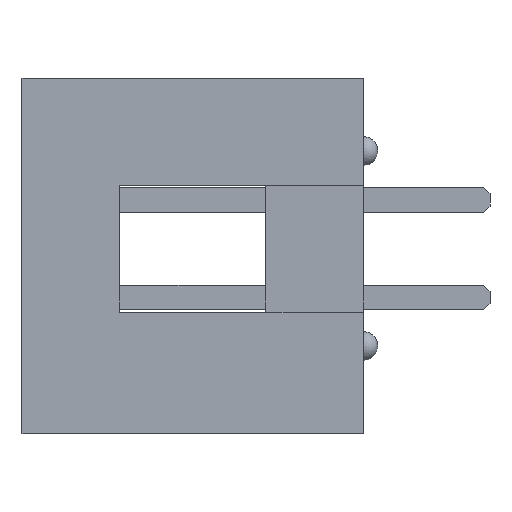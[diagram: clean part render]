
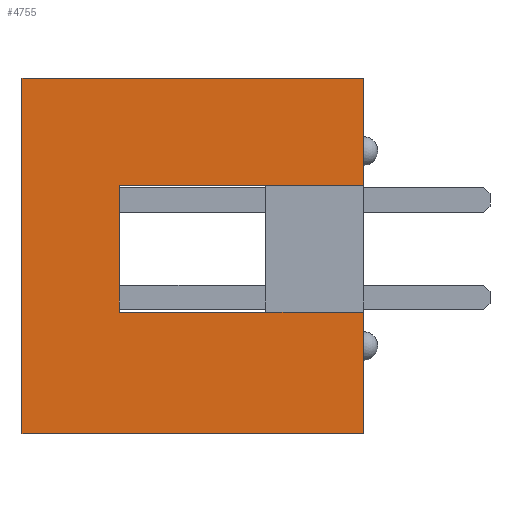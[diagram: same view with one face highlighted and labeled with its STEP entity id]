
A CAD part, left-side view. The second image highlights one B-rep face of the part: STEP entity #4755.
In plain terms, the highlighted planar face has unit normal (-1, 0, 0).
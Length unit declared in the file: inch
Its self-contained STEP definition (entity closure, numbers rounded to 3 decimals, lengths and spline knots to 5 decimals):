
#141=ORIENTED_EDGE('',*,*,#1479,.F.);
#142=ORIENTED_EDGE('',*,*,#1505,.F.);
#143=ORIENTED_EDGE('',*,*,#1502,.F.);
#144=ORIENTED_EDGE('',*,*,#1526,.F.);
#145=ORIENTED_EDGE('',*,*,#1527,.T.);
#146=ORIENTED_EDGE('',*,*,#1528,.T.);
#147=ORIENTED_EDGE('',*,*,#1498,.F.);
#148=ORIENTED_EDGE('',*,*,#1518,.F.);
#1479=EDGE_CURVE('',#2179,#2159,#2647,.T.);
#1498=EDGE_CURVE('',#2198,#2199,#2662,.T.);
#1502=EDGE_CURVE('',#2202,#2203,#2666,.T.);
#1505=EDGE_CURVE('',#2203,#2179,#2669,.T.);
#1518=EDGE_CURVE('',#2159,#2198,#2682,.T.);
#1526=EDGE_CURVE('',#2213,#2202,#2690,.T.);
#1527=EDGE_CURVE('',#2213,#2214,#2691,.T.);
#1528=EDGE_CURVE('',#2214,#2199,#2692,.T.);
#2159=VERTEX_POINT('',#6489);
#2179=VERTEX_POINT('',#6530);
#2198=VERTEX_POINT('',#6569);
#2199=VERTEX_POINT('',#6571);
#2202=VERTEX_POINT('',#6577);
#2203=VERTEX_POINT('',#6579);
#2213=VERTEX_POINT('',#6621);
#2214=VERTEX_POINT('',#6623);
#2647=LINE('',#6531,#3345);
#2662=LINE('',#6570,#3360);
#2666=LINE('',#6578,#3364);
#2669=LINE('',#6583,#3367);
#2682=LINE('',#6606,#3380);
#2690=LINE('',#6620,#3388);
#2691=LINE('',#6622,#3389);
#2692=LINE('',#6624,#3390);
#3345=VECTOR('',#5309,39.37008);
#3360=VECTOR('',#5334,39.37008);
#3364=VECTOR('',#5338,39.37008);
#3367=VECTOR('',#5343,39.37008);
#3380=VECTOR('',#5366,39.37008);
#3388=VECTOR('',#5378,39.37008);
#3389=VECTOR('',#5379,39.37008);
#3390=VECTOR('',#5380,39.37008);
#4029=EDGE_LOOP('',(#141,#142,#143,#144,#145,#146,#147,#148));
#4275=FACE_BOUND('',#4029,.T.);
#4517=PLANE('',#5038);
#4755=ADVANCED_FACE('',(#4275),#4517,.F.);
#5038=AXIS2_PLACEMENT_3D('',#6619,#5376,#5377);
#5309=DIRECTION('',(0.,0.,1.));
#5334=DIRECTION('',(0.,0.,-1.));
#5338=DIRECTION('',(0.,0.,-1.));
#5343=DIRECTION('',(0.,1.,0.));
#5366=DIRECTION('',(0.,-1.,0.));
#5376=DIRECTION('',(1.,0.,0.));
#5377=DIRECTION('',(0.,0.,-1.));
#5378=DIRECTION('',(0.,-1.,0.));
#5379=DIRECTION('',(0.,0.,1.));
#5380=DIRECTION('',(0.,-1.,0.));
#6489=CARTESIAN_POINT('',(-0.55,0.35,0.175));
#6530=CARTESIAN_POINT('',(-0.55,0.35,-0.19));
#6531=CARTESIAN_POINT('',(-0.55,0.35,-0.19));
#6569=CARTESIAN_POINT('',(-0.55,0.,0.175));
#6570=CARTESIAN_POINT('',(-0.55,0.,0.175));
#6571=CARTESIAN_POINT('',(-0.55,0.,0.065));
#6577=CARTESIAN_POINT('',(-0.55,0.,-0.065));
#6578=CARTESIAN_POINT('',(-0.55,0.,0.175));
#6579=CARTESIAN_POINT('',(-0.55,0.,-0.19));
#6583=CARTESIAN_POINT('',(-0.55,0.,-0.19));
#6606=CARTESIAN_POINT('',(-0.55,0.35,0.175));
#6619=CARTESIAN_POINT('',(-0.55,0.,0.));
#6620=CARTESIAN_POINT('',(-0.55,0.25,-0.065));
#6621=CARTESIAN_POINT('',(-0.55,0.25,-0.065));
#6622=CARTESIAN_POINT('',(-0.55,0.25,0.));
#6623=CARTESIAN_POINT('',(-0.55,0.25,0.065));
#6624=CARTESIAN_POINT('',(-0.55,0.25,0.065));
